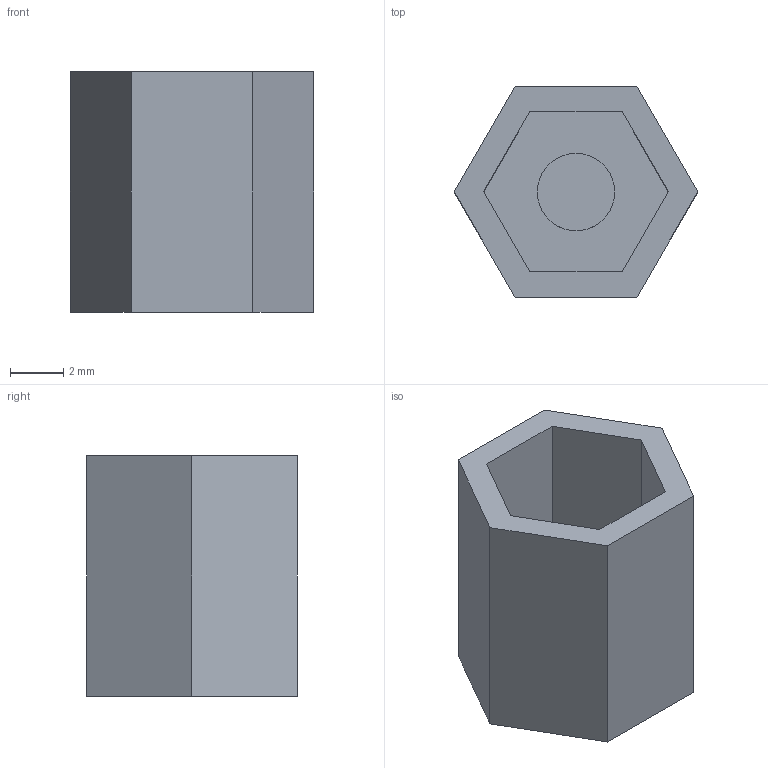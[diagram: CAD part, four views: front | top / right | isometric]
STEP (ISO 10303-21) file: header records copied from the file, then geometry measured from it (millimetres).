
FILE_DESCRIPTION(/* description */ (''),/* implementation_level */ '2;1');
FILE_NAME(/* name */ 'Non-spring pin coupler v4.step',/* time_stamp */ '2026-01-15T19:50:01Z',/* author */ (''),/* organization */ (''),/* preprocessor_version */ 'ST-DEVELOPER v20.1',/* originating_system */ 'Autodesk Translation Framework v14.21.0.0',/* authorisation */ '');
FILE_SCHEMA (('AUTOMOTIVE_DESIGN { 1 0 10303 214 3 1 1 }'));
Length unit declared in the file: millimetre
Products named in the file (1): Non-spring pin coupler
Bounding box: 9.12 x 7.9 x 9 mm (x, y, z)
Volume: 283.6 mm3; surface area: 506.8 mm2
Topology: 1 solids, 1 shells, 22 faces, 47 edges, 31 vertices
Faces by surface type: plane 18, cylinder 3, cone 1
Full cylindrical faces by diameter (mm): 2.9 x2, 3.95 x1
Entity records: 623 total; most frequent: CARTESIAN_POINT 101, DIRECTION 100, ORIENTED_EDGE 94, EDGE_CURVE 47, LINE 40, VECTOR 40, VERTEX_POINT 31, AXIS2_PLACEMENT_3D 30
